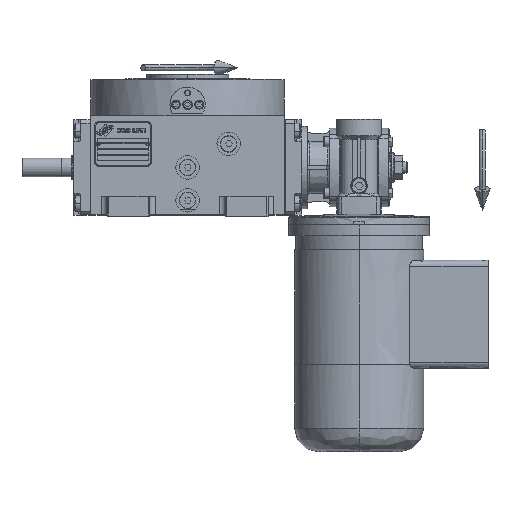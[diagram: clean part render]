
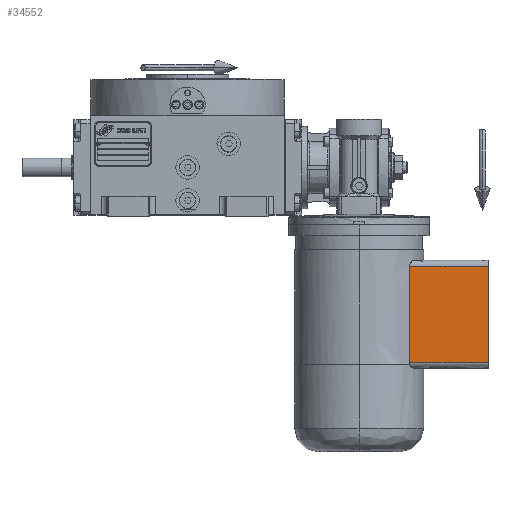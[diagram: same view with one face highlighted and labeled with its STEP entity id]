
A CAD part, top view. The second image highlights one B-rep face of the part: STEP entity #34552.
In plain terms, the highlighted free-form (B-spline) face has degree [1, 1] with [2, 2] control points.
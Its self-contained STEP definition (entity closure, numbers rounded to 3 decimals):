
#227 = CARTESIAN_POINT ( 'NONE',  ( 43.232, 55., -34. ) ) ;
#2292 = B_SPLINE_CURVE_WITH_KNOTS ( 'NONE', 1,
 ( #99807, #23770 ),
 .UNSPECIFIED., .F., .F.,
 ( 2, 2 ),
 ( 0., 1. ),
 .UNSPECIFIED. ) ;
#2346 = EDGE_LOOP ( 'NONE', ( #2409, #28745, #76155, #53900 ) ) ;
#2409 = ORIENTED_EDGE ( 'NONE', *, *, #22119, .T. ) ;
#17438 =( BOUNDED_CURVE ( )  B_SPLINE_CURVE ( 1, ( #80664, #24034 ),
 .UNSPECIFIED., .F., .F. ) 
 B_SPLINE_CURVE_WITH_KNOTS ( ( 2, 2 ),
 ( 0., 1. ),
 .UNSPECIFIED. ) 
 CURVE ( )  GEOMETRIC_REPRESENTATION_ITEM ( )  RATIONAL_B_SPLINE_CURVE ( ( 0.56, 0.56 ) ) 
 REPRESENTATION_ITEM ( '' )  );
#21185 = EDGE_CURVE ( 'NONE', #65280, #23378, #17438, .T. ) ;
#22119 = EDGE_CURVE ( 'NONE', #65280, #73748, #2292, .T. ) ;
#23378 = VERTEX_POINT ( 'NONE', #91371 ) ;
#23770 = CARTESIAN_POINT ( 'NONE',  ( 110., 137., -34. ) ) ;
#24034 = CARTESIAN_POINT ( 'NONE',  ( 43.232, 55., -34. ) ) ;
#28627 = CARTESIAN_POINT ( 'NONE',  ( 110., 55., -34. ) ) ;
#28745 = ORIENTED_EDGE ( 'NONE', *, *, #101393, .T. ) ;
#32294 = CARTESIAN_POINT ( 'NONE',  ( 110., 55., -34. ) ) ;
#33430 = B_SPLINE_CURVE_WITH_KNOTS ( 'NONE', 1,
 ( #74437, #32294 ),
 .UNSPECIFIED., .F., .F.,
 ( 2, 2 ),
 ( 0., 1. ),
 .UNSPECIFIED. ) ;
#34076 = CARTESIAN_POINT ( 'NONE',  ( 43.232, 137., -34. ) ) ;
#34552 = ADVANCED_FACE ( 'NONE', ( #41862 ), #55242, .T. ) ;
#41862 = FACE_OUTER_BOUND ( 'NONE', #2346, .T. ) ;
#42033 = B_SPLINE_CURVE_WITH_KNOTS ( 'NONE', 1,
 ( #95784, #28627 ),
 .UNSPECIFIED., .F., .F.,
 ( 2, 2 ),
 ( 0., 1. ),
 .UNSPECIFIED. ) ;
#50742 = CARTESIAN_POINT ( 'NONE',  ( 110., 137., -34. ) ) ;
#52541 = VERTEX_POINT ( 'NONE', #91532 ) ;
#53900 = ORIENTED_EDGE ( 'NONE', *, *, #21185, .F. ) ;
#55242 = B_SPLINE_SURFACE_WITH_KNOTS ( 'NONE', 1, 1, ( 
 ( #67925, #50742 ),
 ( #227, #34076 ) ),
 .UNSPECIFIED., .F., .F., .F.,
 ( 2, 2 ),
 ( 2, 2 ),
 ( 0., 1. ),
 ( 0., 1. ),
 .UNSPECIFIED. ) ;
#65280 = VERTEX_POINT ( 'NONE', #85396 ) ;
#67925 = CARTESIAN_POINT ( 'NONE',  ( 110., 55., -34. ) ) ;
#70964 = CARTESIAN_POINT ( 'NONE',  ( 110., 137., -34. ) ) ;
#73748 = VERTEX_POINT ( 'NONE', #70964 ) ;
#74437 = CARTESIAN_POINT ( 'NONE',  ( 43.232, 55., -34. ) ) ;
#76155 = ORIENTED_EDGE ( 'NONE', *, *, #98177, .F. ) ;
#80664 = CARTESIAN_POINT ( 'NONE',  ( 43.232, 137., -34. ) ) ;
#85396 = CARTESIAN_POINT ( 'NONE',  ( 43.232, 137., -34. ) ) ;
#91371 = CARTESIAN_POINT ( 'NONE',  ( 43.232, 55., -34. ) ) ;
#91532 = CARTESIAN_POINT ( 'NONE',  ( 110., 55., -34. ) ) ;
#95784 = CARTESIAN_POINT ( 'NONE',  ( 110., 137., -34. ) ) ;
#98177 = EDGE_CURVE ( 'NONE', #23378, #52541, #33430, .T. ) ;
#99807 = CARTESIAN_POINT ( 'NONE',  ( 43.232, 137., -34. ) ) ;
#101393 = EDGE_CURVE ( 'NONE', #73748, #52541, #42033, .T. ) ;
